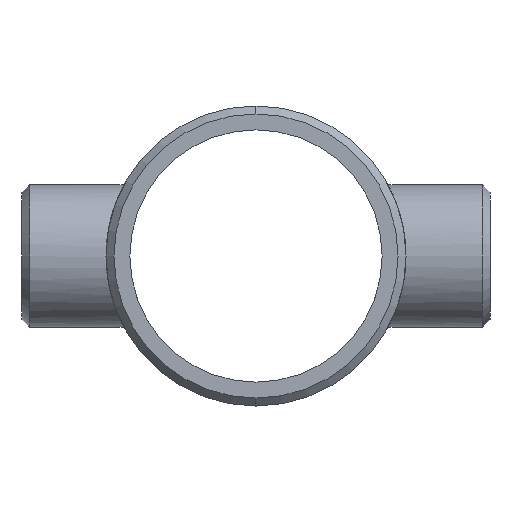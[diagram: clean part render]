
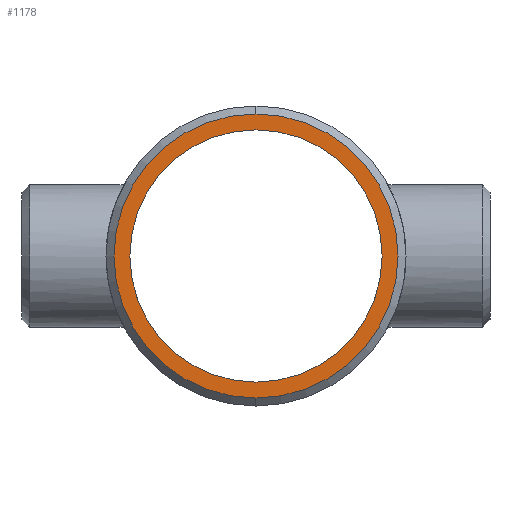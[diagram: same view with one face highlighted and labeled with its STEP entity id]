
A CAD part, left-side view. The second image highlights one B-rep face of the part: STEP entity #1178.
In plain terms, the highlighted planar face has unit normal (-1, 0, 0).
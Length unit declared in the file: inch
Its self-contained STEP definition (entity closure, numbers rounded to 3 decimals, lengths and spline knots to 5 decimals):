
#17 = VERTEX_POINT ( 'NONE', #812 ) ;
#18 = DIRECTION ( 'NONE',  ( 0., 0., 1. ) ) ;
#21 = PLANE ( 'NONE',  #156 ) ;
#46 = DIRECTION ( 'NONE',  ( 0., 0., 1. ) ) ;
#62 = AXIS2_PLACEMENT_3D ( 'NONE', #384, #378, #18 ) ;
#87 = EDGE_LOOP ( 'NONE', ( #889, #1033 ) ) ;
#93 = EDGE_CURVE ( 'NONE', #775, #285, #443, .T. ) ;
#110 = CARTESIAN_POINT ( 'NONE',  ( -3.75, 0., 1.894 ) ) ;
#156 = AXIS2_PLACEMENT_3D ( 'NONE', #380, #1039, #394 ) ;
#171 = AXIS2_PLACEMENT_3D ( 'NONE', #1154, #785, #46 ) ;
#212 = FACE_OUTER_BOUND ( 'NONE', #87, .T. ) ;
#244 = ORIENTED_EDGE ( 'NONE', *, *, #870, .T. ) ;
#285 = VERTEX_POINT ( 'NONE', #902 ) ;
#297 = AXIS2_PLACEMENT_3D ( 'NONE', #751, #1111, #940 ) ;
#338 = DIRECTION ( 'NONE',  ( 0., 0., 1. ) ) ;
#378 = DIRECTION ( 'NONE',  ( 1., 0., 0. ) ) ;
#380 = CARTESIAN_POINT ( 'NONE',  ( -3.75, 0., 0. ) ) ;
#384 = CARTESIAN_POINT ( 'NONE',  ( -3.75, 0., 0. ) ) ;
#394 = DIRECTION ( 'NONE',  ( 0., 0., -1. ) ) ;
#443 = CIRCLE ( 'NONE', #171, 1.894 ) ;
#513 = CIRCLE ( 'NONE', #297, 1.682 ) ;
#628 = AXIS2_PLACEMENT_3D ( 'NONE', #780, #1057, #338 ) ;
#751 = CARTESIAN_POINT ( 'NONE',  ( -3.75, 0., 0. ) ) ;
#775 = VERTEX_POINT ( 'NONE', #110 ) ;
#780 = CARTESIAN_POINT ( 'NONE',  ( -3.75, 0., 0. ) ) ;
#785 = DIRECTION ( 'NONE',  ( -1., 0., 0. ) ) ;
#812 = CARTESIAN_POINT ( 'NONE',  ( -3.75, 0., 1.682 ) ) ;
#840 = EDGE_LOOP ( 'NONE', ( #244, #1198 ) ) ;
#859 = EDGE_CURVE ( 'NONE', #950, #17, #898, .T. ) ;
#870 = EDGE_CURVE ( 'NONE', #17, #950, #513, .T. ) ;
#889 = ORIENTED_EDGE ( 'NONE', *, *, #1093, .T. ) ;
#898 = CIRCLE ( 'NONE', #62, 1.682 ) ;
#902 = CARTESIAN_POINT ( 'NONE',  ( -3.75, 0., -1.894 ) ) ;
#940 = DIRECTION ( 'NONE',  ( 0., 0., 1. ) ) ;
#950 = VERTEX_POINT ( 'NONE', #991 ) ;
#990 = CIRCLE ( 'NONE', #628, 1.894 ) ;
#991 = CARTESIAN_POINT ( 'NONE',  ( -3.75, 0., -1.682 ) ) ;
#1033 = ORIENTED_EDGE ( 'NONE', *, *, #93, .T. ) ;
#1039 = DIRECTION ( 'NONE',  ( -1., 0., 0. ) ) ;
#1057 = DIRECTION ( 'NONE',  ( -1., 0., 0. ) ) ;
#1093 = EDGE_CURVE ( 'NONE', #285, #775, #990, .T. ) ;
#1111 = DIRECTION ( 'NONE',  ( 1., 0., 0. ) ) ;
#1132 = FACE_BOUND ( 'NONE', #840, .T. ) ;
#1154 = CARTESIAN_POINT ( 'NONE',  ( -3.75, 0., 0. ) ) ;
#1178 = ADVANCED_FACE ( 'NONE', ( #212, #1132 ), #21, .T. ) ;
#1198 = ORIENTED_EDGE ( 'NONE', *, *, #859, .T. ) ;
